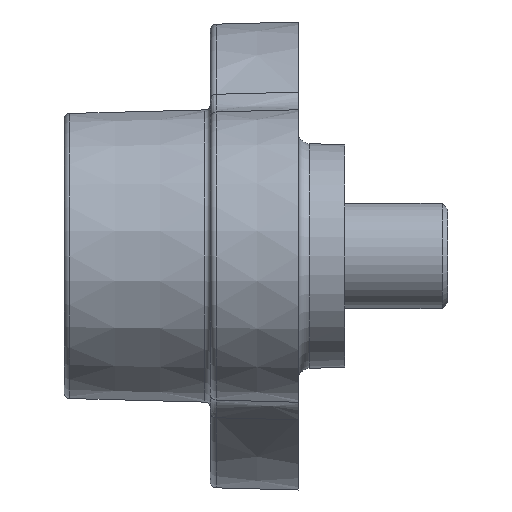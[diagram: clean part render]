
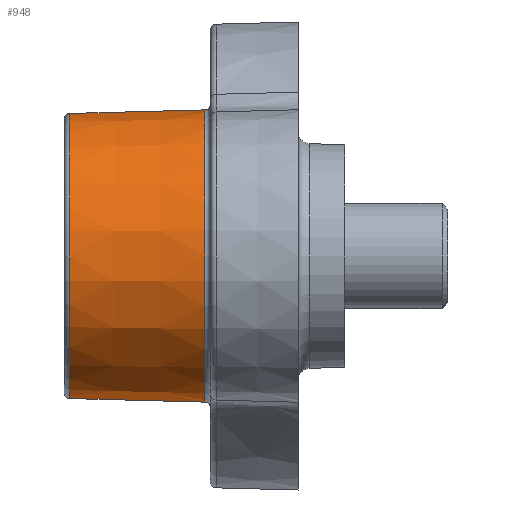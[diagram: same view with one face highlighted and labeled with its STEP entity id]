
A CAD part, left-side view. The second image highlights one B-rep face of the part: STEP entity #948.
In plain terms, the highlighted conical face has half-angle 1.5 degrees and reference radius 2.5 mm.
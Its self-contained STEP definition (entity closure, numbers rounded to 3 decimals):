
#176 = ORIENTED_EDGE ( 'NONE', *, *, #2818, .T. ) ;
#303 = VERTEX_POINT ( 'NONE', #1511 ) ;
#569 = CIRCLE ( 'NONE', #2917, 2.497 ) ;
#701 = VERTEX_POINT ( 'NONE', #2791 ) ;
#717 = CIRCLE ( 'NONE', #1095, 2.437 ) ;
#840 = DIRECTION ( 'NONE',  ( 0., 0., -1. ) ) ;
#879 = CONICAL_SURFACE ( 'NONE', #2215, 2.5, 0.026 ) ;
#932 = FACE_OUTER_BOUND ( 'NONE', #1760, .T. ) ;
#948 = ADVANCED_FACE ( 'NONE', ( #932 ), #879, .T. ) ;
#959 = CARTESIAN_POINT ( 'NONE',  ( 0., 1.5, 2.5 ) ) ;
#1067 = VERTEX_POINT ( 'NONE', #3100 ) ;
#1095 = AXIS2_PLACEMENT_3D ( 'NONE', #2733, #1273, #2953 ) ;
#1102 = ORIENTED_EDGE ( 'NONE', *, *, #1173, .T. ) ;
#1161 = DIRECTION ( 'NONE',  ( 0., -1., 0. ) ) ;
#1173 = EDGE_CURVE ( 'NONE', #1067, #701, #717, .T. ) ;
#1273 = DIRECTION ( 'NONE',  ( 0., -1., 0. ) ) ;
#1307 = EDGE_CURVE ( 'NONE', #303, #1382, #569, .T. ) ;
#1353 = DIRECTION ( 'NONE',  ( 0., 1., 0. ) ) ;
#1376 = VECTOR ( 'NONE', #2632, 1000. ) ;
#1382 = VERTEX_POINT ( 'NONE', #3411 ) ;
#1511 = CARTESIAN_POINT ( 'NONE',  ( 0., 1.597, -2.497 ) ) ;
#1603 = DIRECTION ( 'NONE',  ( 0., -1., 0.026 ) ) ;
#1760 = EDGE_LOOP ( 'NONE', ( #2717, #1102, #176, #2447 ) ) ;
#2053 = LINE ( 'NONE', #2403, #1376 ) ;
#2215 = AXIS2_PLACEMENT_3D ( 'NONE', #2882, #1161, #840 ) ;
#2403 = CARTESIAN_POINT ( 'NONE',  ( 0., 1.5, -2.5 ) ) ;
#2447 = ORIENTED_EDGE ( 'NONE', *, *, #1307, .T. ) ;
#2584 = EDGE_CURVE ( 'NONE', #1067, #1382, #3193, .T. ) ;
#2625 = VECTOR ( 'NONE', #1603, 1000. ) ;
#2632 = DIRECTION ( 'NONE',  ( 0., -1., -0.026 ) ) ;
#2717 = ORIENTED_EDGE ( 'NONE', *, *, #2584, .F. ) ;
#2733 = CARTESIAN_POINT ( 'NONE',  ( 0., 3.903, 0. ) ) ;
#2784 = CARTESIAN_POINT ( 'NONE',  ( 0., 1.597, 0. ) ) ;
#2791 = CARTESIAN_POINT ( 'NONE',  ( 0., 3.903, -2.437 ) ) ;
#2818 = EDGE_CURVE ( 'NONE', #701, #303, #2053, .T. ) ;
#2882 = CARTESIAN_POINT ( 'NONE',  ( 0., 1.5, 0. ) ) ;
#2917 = AXIS2_PLACEMENT_3D ( 'NONE', #2784, #1353, #3004 ) ;
#2953 = DIRECTION ( 'NONE',  ( 0., 0., -1. ) ) ;
#3004 = DIRECTION ( 'NONE',  ( 0., 0., -1. ) ) ;
#3100 = CARTESIAN_POINT ( 'NONE',  ( 0., 3.903, 2.437 ) ) ;
#3193 = LINE ( 'NONE', #959, #2625 ) ;
#3411 = CARTESIAN_POINT ( 'NONE',  ( 0., 1.597, 2.497 ) ) ;
